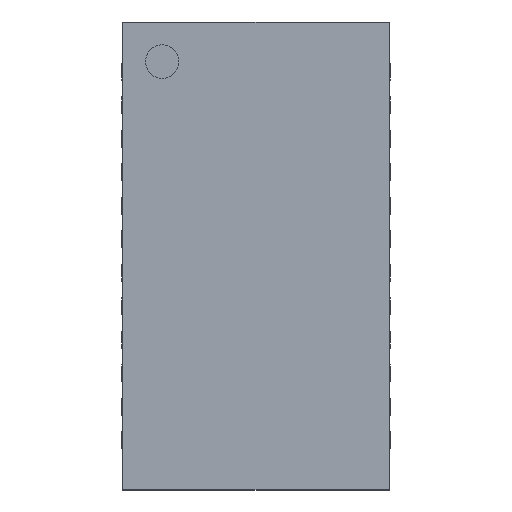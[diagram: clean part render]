
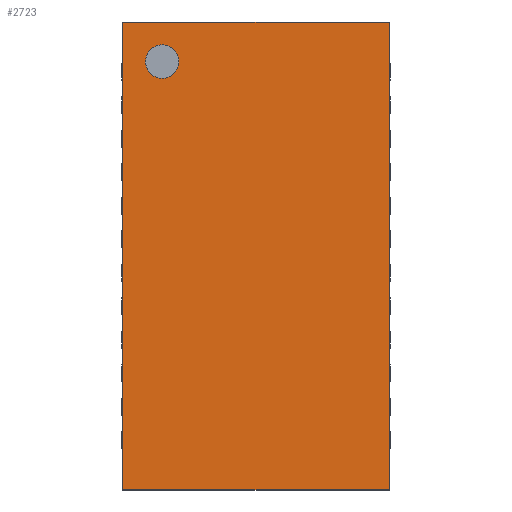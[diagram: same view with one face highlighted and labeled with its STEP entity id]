
A CAD part, top view. The second image highlights one B-rep face of the part: STEP entity #2723.
In plain terms, the highlighted planar face has unit normal (0, 0, 1).
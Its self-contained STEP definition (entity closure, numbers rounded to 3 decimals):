
#12=DIRECTION('',(0.,0.,1.));
#95=DIRECTION('',(0.,0.,-1.));
#152=VECTOR('',#153,1.);
#153=DIRECTION('',(0.,-1.,0.));
#159=VECTOR('',#160,1.);
#160=DIRECTION('',(1.,0.,0.));
#751=VERTEX_POINT('',#752);
#752=CARTESIAN_POINT('',(-1.99,3.49,0.77));
#754=ORIENTED_EDGE('',*,*,#755,.T.);
#755=EDGE_CURVE('',#751,#756,#758,.T.);
#756=VERTEX_POINT('',#757);
#757=CARTESIAN_POINT('',(-1.99,-3.49,0.77));
#758=LINE('',#752,#152);
#972=VERTEX_POINT('',#973);
#973=CARTESIAN_POINT('',(1.99,3.49,0.77));
#976=EDGE_CURVE('',#972,#977,#979,.T.);
#977=VERTEX_POINT('',#978);
#978=CARTESIAN_POINT('',(1.99,-3.49,0.77));
#979=LINE('',#973,#152);
#1182=ORIENTED_EDGE('',*,*,#1183,.F.);
#1183=EDGE_CURVE('',#751,#972,#1184,.T.);
#1184=LINE('',#752,#159);
#2642=EDGE_CURVE('',#756,#977,#2643,.T.);
#2643=LINE('',#757,#159);
#2723=ADVANCED_FACE('',(#2724,#2728),#2737,.T.);
#2724=FACE_BOUND('',#2725,.T.);
#2725=EDGE_LOOP('',(#1182,#754,#2726,#2727));
#2726=ORIENTED_EDGE('',*,*,#2642,.T.);
#2727=ORIENTED_EDGE('',*,*,#976,.F.);
#2728=FACE_BOUND('',#2729,.T.);
#2729=EDGE_LOOP('',(#2730));
#2730=ORIENTED_EDGE('',*,*,#2731,.T.);
#2731=EDGE_CURVE('',#2732,#2732,#2734,.T.);
#2732=VERTEX_POINT('',#2733);
#2733=CARTESIAN_POINT('',(-1.4,2.65,0.77));
#2734=CIRCLE('',#2735,0.25);
#2735=AXIS2_PLACEMENT_3D('',#2736,#95,#153);
#2736=CARTESIAN_POINT('',(-1.4,2.9,0.77));
#2737=PLANE('',#2738);
#2738=AXIS2_PLACEMENT_3D('',#752,#12,#153);
